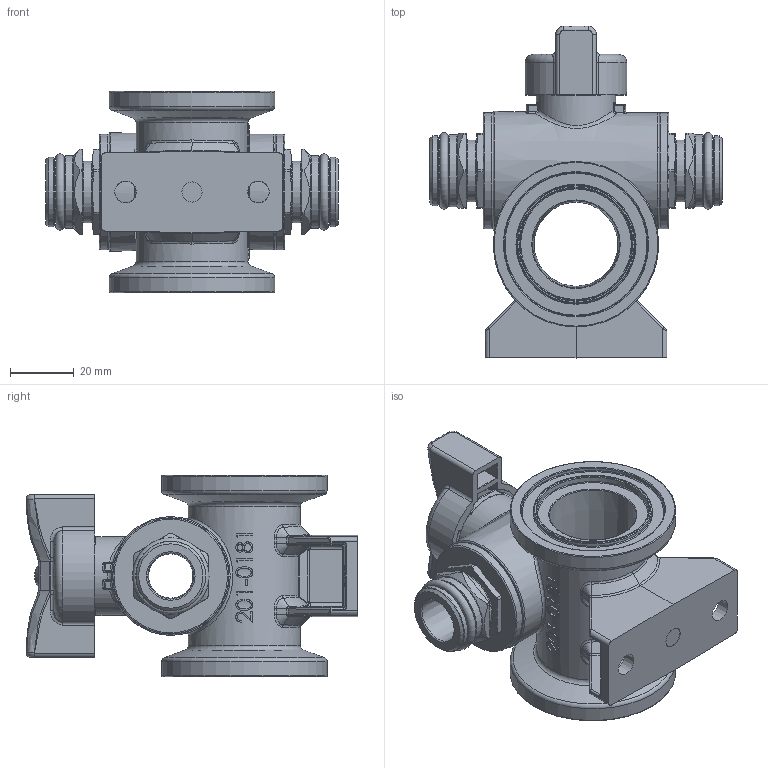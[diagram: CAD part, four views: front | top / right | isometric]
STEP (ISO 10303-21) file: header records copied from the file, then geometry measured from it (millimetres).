
FILE_DESCRIPTION (( 'STEP AP203' ), '1' );
FILE_NAME ('21CA7M.STEP', '2020-07-06T17:03:03', ( '' ), ( '' ), 'SwSTEP 2.0', 'SolidWorks 2019', '' );
FILE_SCHEMA (( 'CONFIG_CONTROL_DESIGN' ));
Length unit declared in the file: inch
Products named in the file (10): 297-0004; 212-0026_212-0026-Y; 205-0062; 21CA7M; 106-0012; 106-0011; 100-0021; 207-0012; 202-0020; 201-0181
Assembly tree (11 placements, depth 3):
  21CA7M
    201-0181
    297-0004
      207-0012
    106-0012
    106-0011
    202-0020  x2
    205-0062  x2
    212-0026_212-0026-Y
    100-0021
Bounding box: 91.67 x 103.91 x 63.05 mm (x, y, z)
Volume: 107255.6 mm3; surface area: 63714.8 mm2
Topology: 10 solids, 10 shells, 1804 faces, 4504 edges, 2727 vertices
Faces by surface type: cylinder 500, bspline 475, plane 432, torus 279, cone 67, sphere 51
Full cylindrical faces by diameter (mm): 2.705 x1, 3.658 x1, 6.35 x1, 7.62 x1, 8.28 x2, 9.525 x1, 12.065 x1, 12.446 x2, 13.335 x1, 15.875 x1, 19.177 x2, 19.304 x2, 20.828 x2, 21.082 x2, 21.92 x2, 22.606 x2, 24.13 x2, 24.765 x1, 25.654 x6, 26.289 x1, 30.099 x2, 30.785 x6, 35.052 x1, 36.322 x2, 51.816 x2
Entity records: 90695 total; most frequent: CARTESIAN_POINT 55857, ORIENTED_EDGE 7726, DIRECTION 5895, EDGE_CURVE 3863, VERTEX_POINT 2408, AXIS2_PLACEMENT_3D 2368, EDGE_LOOP 1879, FACE_OUTER_BOUND 1763
